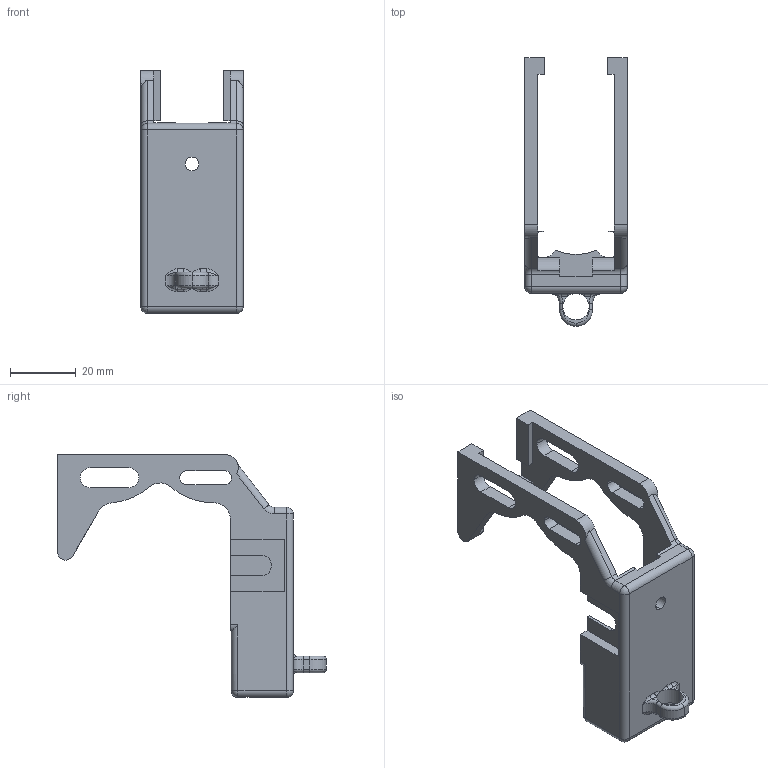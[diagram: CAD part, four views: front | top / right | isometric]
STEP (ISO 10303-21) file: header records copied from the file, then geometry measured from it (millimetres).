
FILE_DESCRIPTION (( 'STEP AP203' ), '1' );
FILE_NAME ('Balluff sensor holder_Default_sldprt.STEP', '2023-04-20T12:24:30', ( '' ), ( '' ), 'SwSTEP 2.0', 'SolidWorks 2021', '' );
FILE_SCHEMA (( 'CONFIG_CONTROL_DESIGN' ));
Length unit declared in the file: millimetre
Products named in the file (1): Balluff sensor holder_Default_sldprt
Bounding box: 31 x 81.42 x 73.6 mm (x, y, z)
Volume: 24569.3 mm3; surface area: 13483.2 mm2
Topology: 1 solids, 1 shells, 169 faces, 456 edges, 274 vertices
Faces by surface type: cylinder 74, plane 71, torus 10, bspline 8, sphere 6
Entity records: 5638 total; most frequent: CARTESIAN_POINT 1343, DIRECTION 904, ORIENTED_EDGE 884, EDGE_CURVE 442, AXIS2_PLACEMENT_3D 324, VERTEX_POINT 274, LINE 256, VECTOR 256
